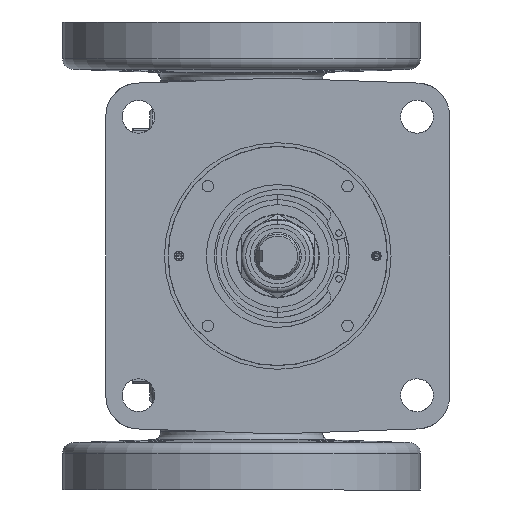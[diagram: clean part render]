
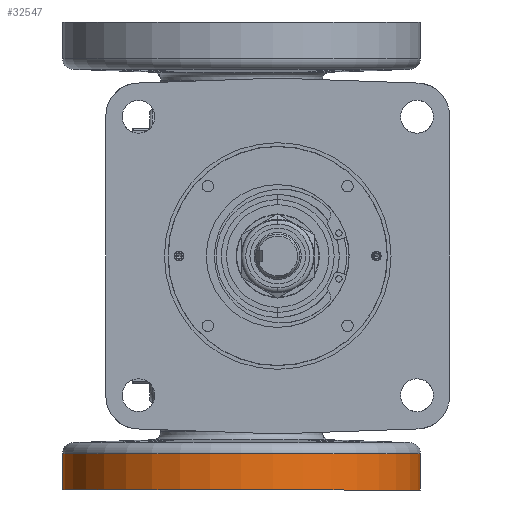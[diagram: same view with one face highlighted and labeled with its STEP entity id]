
A CAD part, left-side view. The second image highlights one B-rep face of the part: STEP entity #32547.
In plain terms, the highlighted cylindrical face has radius 77.724 mm (diameter 155.448 mm), a partial arc.
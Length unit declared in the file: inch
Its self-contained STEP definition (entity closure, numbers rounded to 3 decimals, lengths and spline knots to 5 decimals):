
#3811 = CARTESIAN_POINT ( 'NONE',  ( -1.5, 0.62, -4. ) ) ;
#3880 = CARTESIAN_POINT ( 'NONE',  ( -1.5, 3.68, -4. ) ) ;
#5538 = EDGE_LOOP ( 'NONE', ( #91385, #40091, #116486, #13519 ) ) ;
#6140 = CARTESIAN_POINT ( 'NONE',  ( -1.5, 0.62, -3.37988 ) ) ;
#12315 = DIRECTION ( 'NONE',  ( 0., 0., 1. ) ) ;
#13519 = ORIENTED_EDGE ( 'NONE', *, *, #30459, .F. ) ;
#14515 = VECTOR ( 'NONE', #12315, 39.37008 ) ;
#14735 = DIRECTION ( 'NONE',  ( 0., 1., 0. ) ) ;
#17505 = CARTESIAN_POINT ( 'NONE',  ( -1.5, -2.44, -4. ) ) ;
#20594 = CIRCLE ( 'NONE', #100893, 3.06 ) ;
#23590 = VERTEX_POINT ( 'NONE', #33080 ) ;
#24661 = DIRECTION ( 'NONE',  ( 0., 0., -1. ) ) ;
#30020 = VERTEX_POINT ( 'NONE', #17505 ) ;
#30459 = EDGE_CURVE ( 'NONE', #100287, #23590, #74915, .T. ) ;
#32371 = DIRECTION ( 'NONE',  ( 0., 0., -1. ) ) ;
#32505 = VERTEX_POINT ( 'NONE', #88794 ) ;
#32547 = ADVANCED_FACE ( 'NONE', ( #34381 ), #76479, .T. ) ;
#33080 = CARTESIAN_POINT ( 'NONE',  ( -1.5, 3.68, -3.37988 ) ) ;
#34381 = FACE_OUTER_BOUND ( 'NONE', #5538, .T. ) ;
#40091 = ORIENTED_EDGE ( 'NONE', *, *, #56324, .T. ) ;
#44527 = AXIS2_PLACEMENT_3D ( 'NONE', #3811, #32371, #14735 ) ;
#50107 = DIRECTION ( 'NONE',  ( 0., 0., 1. ) ) ;
#52960 = AXIS2_PLACEMENT_3D ( 'NONE', #71169, #99327, #81224 ) ;
#56324 = EDGE_CURVE ( 'NONE', #30020, #32505, #97198, .T. ) ;
#59747 = CARTESIAN_POINT ( 'NONE',  ( -1.5, 3.68, 4.42242 ) ) ;
#69873 = CARTESIAN_POINT ( 'NONE',  ( -1.5, -2.44, 4.42242 ) ) ;
#71169 = CARTESIAN_POINT ( 'NONE',  ( -1.5, 0.62, 4.42242 ) ) ;
#74915 = LINE ( 'NONE', #59747, #104956 ) ;
#76479 = CYLINDRICAL_SURFACE ( 'NONE', #52960, 3.06 ) ;
#81224 = DIRECTION ( 'NONE',  ( 0., 1., 0. ) ) ;
#81505 = EDGE_CURVE ( 'NONE', #32505, #23590, #20594, .T. ) ;
#81963 = CIRCLE ( 'NONE', #44527, 3.06 ) ;
#88794 = CARTESIAN_POINT ( 'NONE',  ( -1.5, -2.44, -3.37988 ) ) ;
#91385 = ORIENTED_EDGE ( 'NONE', *, *, #100954, .F. ) ;
#97198 = LINE ( 'NONE', #69873, #14515 ) ;
#99327 = DIRECTION ( 'NONE',  ( 0., 0., 1. ) ) ;
#100287 = VERTEX_POINT ( 'NONE', #3880 ) ;
#100893 = AXIS2_PLACEMENT_3D ( 'NONE', #6140, #24661, #121371 ) ;
#100954 = EDGE_CURVE ( 'NONE', #30020, #100287, #81963, .T. ) ;
#104956 = VECTOR ( 'NONE', #50107, 39.37008 ) ;
#116486 = ORIENTED_EDGE ( 'NONE', *, *, #81505, .T. ) ;
#121371 = DIRECTION ( 'NONE',  ( 0., 1., 0. ) ) ;
